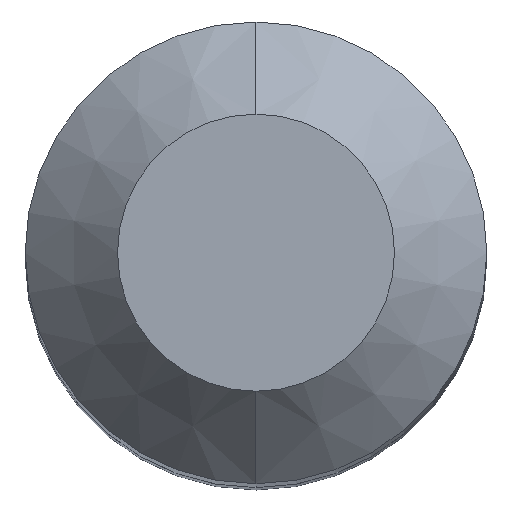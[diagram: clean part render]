
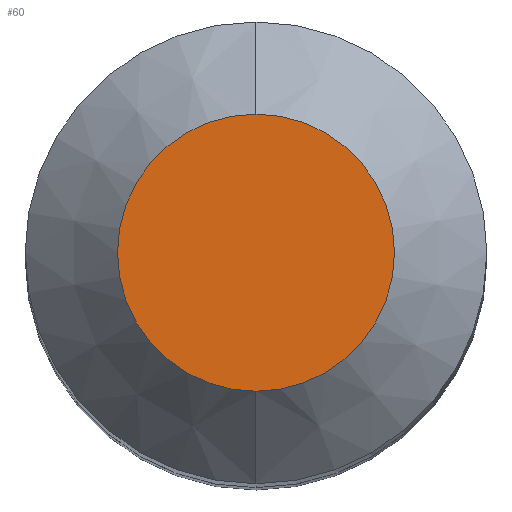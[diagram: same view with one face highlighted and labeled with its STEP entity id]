
A CAD part, top view. The second image highlights one B-rep face of the part: STEP entity #60.
In plain terms, the highlighted planar face has unit normal (0, 0, 1).
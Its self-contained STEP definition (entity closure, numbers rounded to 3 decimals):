
#60=ADVANCED_FACE('',(#129),#130,.T.);
#129=FACE_OUTER_BOUND('',#210,.T.);
#130=PLANE('',#211);
#210=EDGE_LOOP('',(#298,#299));
#211=AXIS2_PLACEMENT_3D('',#300,#301,#302);
#298=ORIENTED_EDGE('',*,*,#409,.F.);
#299=ORIENTED_EDGE('',*,*,#421,.F.);
#300=CARTESIAN_POINT('',(0.,1.5,40.));
#301=DIRECTION('',(0.,0.,1.0));
#302=DIRECTION('',(0.,-1.0,0.));
#409=EDGE_CURVE('',#478,#480,#481,.T.);
#421=EDGE_CURVE('',#480,#478,#497,.T.);
#478=VERTEX_POINT('',#552);
#480=VERTEX_POINT('',#555);
#481=CIRCLE('',#556,3.);
#497=CIRCLE('',#575,3.);
#552=CARTESIAN_POINT('',(0.,3.,40.));
#555=CARTESIAN_POINT('',(0.,-3.,40.));
#556=AXIS2_PLACEMENT_3D('',#620,#621,#622);
#575=AXIS2_PLACEMENT_3D('',#638,#639,#640);
#620=CARTESIAN_POINT('',(0.,0.,40.));
#621=DIRECTION('',(0.,0.0,-1.0));
#622=DIRECTION('',(0.0,1.0,0.0));
#638=CARTESIAN_POINT('',(0.,0.,40.));
#639=DIRECTION('',(0.,0.0,-1.0));
#640=DIRECTION('',(0.0,1.0,0.0));
